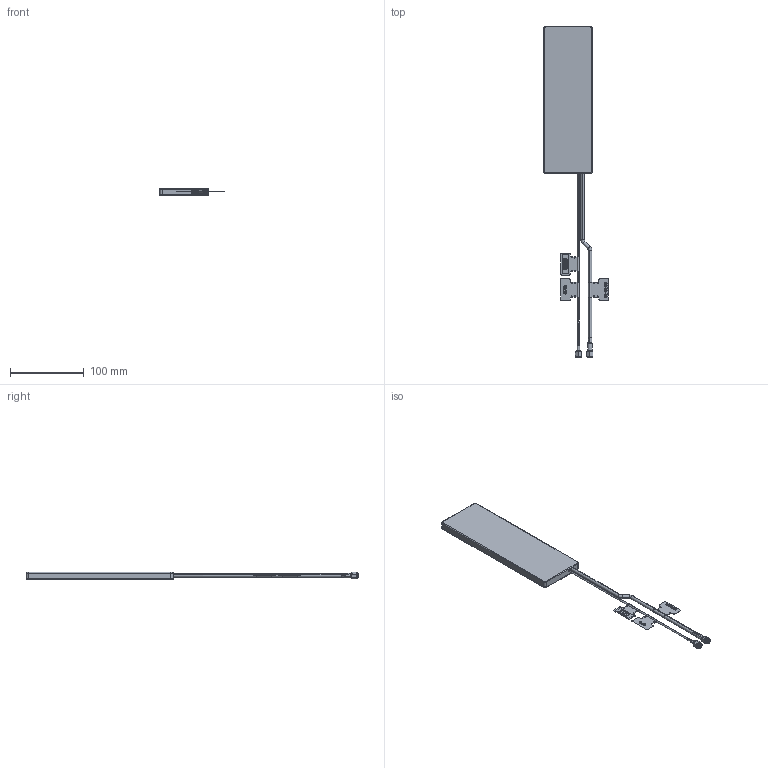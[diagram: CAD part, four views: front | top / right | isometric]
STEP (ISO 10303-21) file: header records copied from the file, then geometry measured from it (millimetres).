
FILE_DESCRIPTION (( 'STEP AP214' ), '1' );
FILE_NAME ('MA208.A.AB.001_Web.STEP', '2020-02-19T08:40:55', ( '' ), ( '' ), 'SwSTEP 2.0', 'SolidWorks 2017', '' );
FILE_SCHEMA (( 'AUTOMOTIVE_DESIGN' ));
Length unit declared in the file: millimetre
Products named in the file (1): MA208.A.AB.001_Web
Bounding box: 88.28 x 451.2 x 10.47 mm (x, y, z)
Surface area: 56301.9 mm2 (no closed solid volume)
Topology: 0 solids, 42 shells, 218 faces, 1351 edges, 1175 vertices
Faces by surface type: cylinder 94, plane 80, bspline 26, cone 18
Entity records: 21672 total; most frequent: CARTESIAN_POINT 9861, ORIENTED_EDGE 1701, DIRECTION 1681, EDGE_CURVE 1351, VERTEX_POINT 1175, VECTOR 735, LINE 735, AXIS2_PLACEMENT_3D 473
